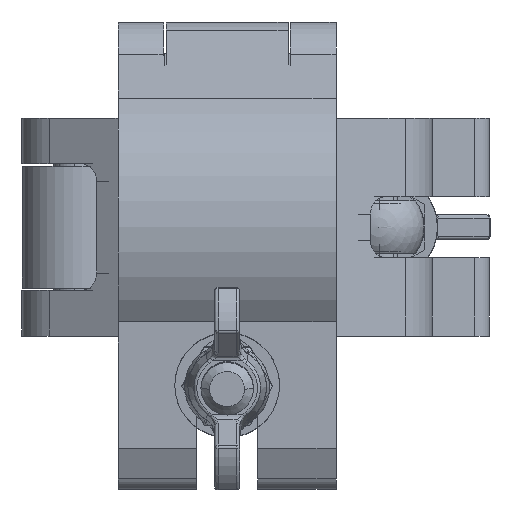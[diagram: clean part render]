
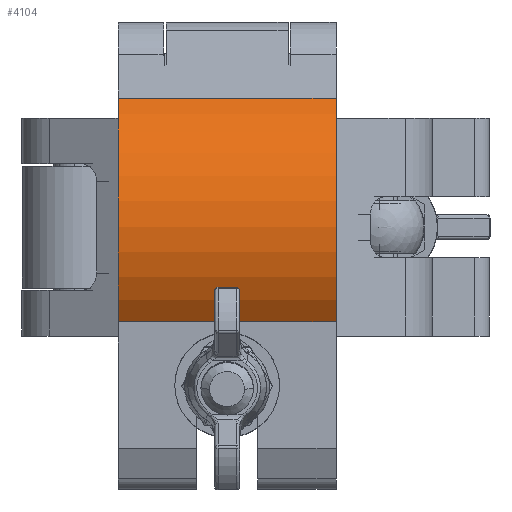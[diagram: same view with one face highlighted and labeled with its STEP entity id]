
A CAD part, front view. The second image highlights one B-rep face of the part: STEP entity #4104.
In plain terms, the highlighted cylindrical face has radius 35.4 mm (diameter 70.8 mm), a partial arc.
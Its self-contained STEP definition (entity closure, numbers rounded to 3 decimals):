
#93 = ORIENTED_EDGE ( 'NONE', *, *, #8026, .T. ) ;
#158 = EDGE_CURVE ( 'NONE', #350, #2016, #302, .T. ) ;
#302 = CIRCLE ( 'NONE', #1642, 35.4 ) ;
#350 = VERTEX_POINT ( 'NONE', #7264 ) ;
#637 = FACE_OUTER_BOUND ( 'NONE', #7833, .T. ) ;
#746 = LINE ( 'NONE', #8112, #2728 ) ;
#1255 = VERTEX_POINT ( 'NONE', #2928 ) ;
#1516 = EDGE_CURVE ( 'NONE', #7570, #1255, #3747, .T. ) ;
#1642 = AXIS2_PLACEMENT_3D ( 'NONE', #8445, #7753, #2393 ) ;
#2005 = DIRECTION ( 'NONE',  ( 0., 0., -1. ) ) ;
#2016 = VERTEX_POINT ( 'NONE', #9029 ) ;
#2157 = DIRECTION ( 'NONE',  ( 0., 0., -1. ) ) ;
#2393 = DIRECTION ( 'NONE',  ( 1., 0., 0. ) ) ;
#2438 = VECTOR ( 'NONE', #2005, 1000. ) ;
#2604 = CYLINDRICAL_SURFACE ( 'NONE', #7607, 35.4 ) ;
#2728 = VECTOR ( 'NONE', #2157, 1000. ) ;
#2928 = CARTESIAN_POINT ( 'NONE',  ( 16.54, 43.218, -24.95 ) ) ;
#3229 = ORIENTED_EDGE ( 'NONE', *, *, #5223, .F. ) ;
#3747 = CIRCLE ( 'NONE', #6622, 35.4 ) ;
#3986 = CARTESIAN_POINT ( 'NONE',  ( 47., 25.18, -24.95 ) ) ;
#4104 = ADVANCED_FACE ( 'NONE', ( #637 ), #2604, .T. ) ;
#4235 = CARTESIAN_POINT ( 'NONE',  ( 47., 25.18, 24.95 ) ) ;
#4767 = LINE ( 'NONE', #4993, #2438 ) ;
#4993 = CARTESIAN_POINT ( 'NONE',  ( 67.5, 54.04, 24.95 ) ) ;
#5223 = EDGE_CURVE ( 'NONE', #2016, #1255, #746, .T. ) ;
#5572 = ORIENTED_EDGE ( 'NONE', *, *, #1516, .T. ) ;
#5765 = DIRECTION ( 'NONE',  ( 0., 0., -1. ) ) ;
#6622 = AXIS2_PLACEMENT_3D ( 'NONE', #3986, #6996, #7899 ) ;
#6776 = CARTESIAN_POINT ( 'NONE',  ( 67.5, 54.04, -24.95 ) ) ;
#6996 = DIRECTION ( 'NONE',  ( 0., 0., 1. ) ) ;
#7264 = CARTESIAN_POINT ( 'NONE',  ( 67.5, 54.04, 24.95 ) ) ;
#7570 = VERTEX_POINT ( 'NONE', #6776 ) ;
#7607 = AXIS2_PLACEMENT_3D ( 'NONE', #4235, #5765, #9565 ) ;
#7753 = DIRECTION ( 'NONE',  ( 0., 0., 1. ) ) ;
#7833 = EDGE_LOOP ( 'NONE', ( #5572, #3229, #9241, #93 ) ) ;
#7899 = DIRECTION ( 'NONE',  ( 1., 0., 0. ) ) ;
#8026 = EDGE_CURVE ( 'NONE', #350, #7570, #4767, .T. ) ;
#8112 = CARTESIAN_POINT ( 'NONE',  ( 16.54, 43.218, 24.95 ) ) ;
#8445 = CARTESIAN_POINT ( 'NONE',  ( 47., 25.18, 24.95 ) ) ;
#9029 = CARTESIAN_POINT ( 'NONE',  ( 16.54, 43.218, 24.95 ) ) ;
#9241 = ORIENTED_EDGE ( 'NONE', *, *, #158, .F. ) ;
#9565 = DIRECTION ( 'NONE',  ( -1., 0., 0. ) ) ;
